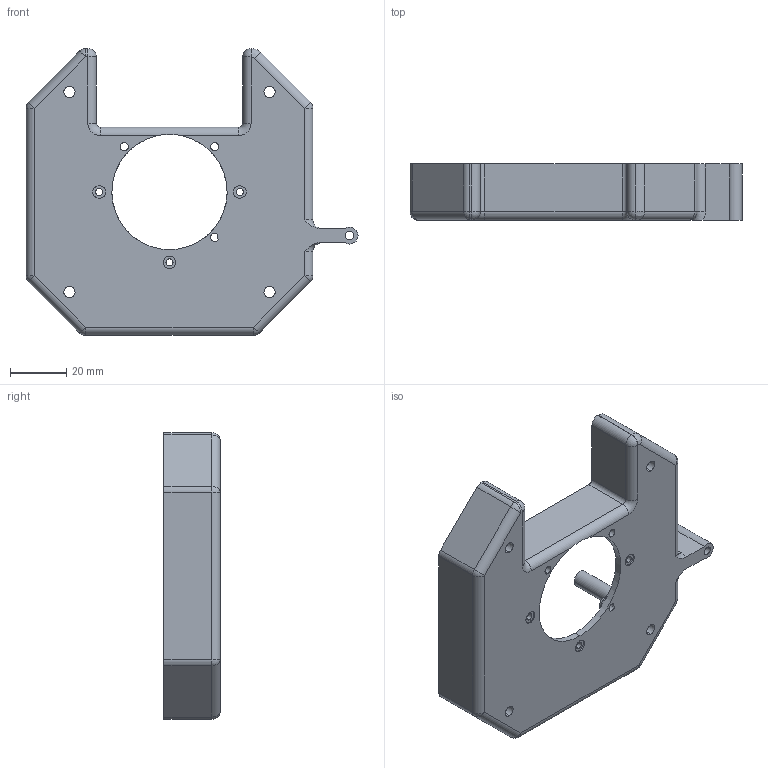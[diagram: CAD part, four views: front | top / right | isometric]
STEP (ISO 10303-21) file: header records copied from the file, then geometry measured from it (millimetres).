
FILE_DESCRIPTION((''),'2;1');
FILE_NAME('HOPPER_BASE_ALTERNATE','2023-02-07T',('HomePC'),(''),'PRO/ENGINEER BY PARAMETRIC TECHNOLOGY CORPORATION, 2009440','PRO/ENGINEER BY PARAMETRIC TECHNOLOGY CORPORATION, 2009440','');
FILE_SCHEMA(('CONFIG_CONTROL_DESIGN'));
Length unit declared in the file: millimetre
Products named in the file (1): HOPPER_BASE_ALTERNATE
Bounding box: 118 x 20 x 102 mm (x, y, z)
Volume: 37221.9 mm3; surface area: 32652.6 mm2
Topology: 1 solids, 1 shells, 228 faces, 606 edges, 417 vertices
Faces by surface type: cylinder 101, bspline 53, plane 44, sphere 20, cone 6, torus 4
Entity records: 10354 total; most frequent: CARTESIAN_POINT 4981, ORIENTED_EDGE 1150, DIRECTION 1046, EDGE_CURVE 575, AXIS2_PLACEMENT_3D 415, VERTEX_POINT 357, EDGE_LOOP 260, CIRCLE 239
